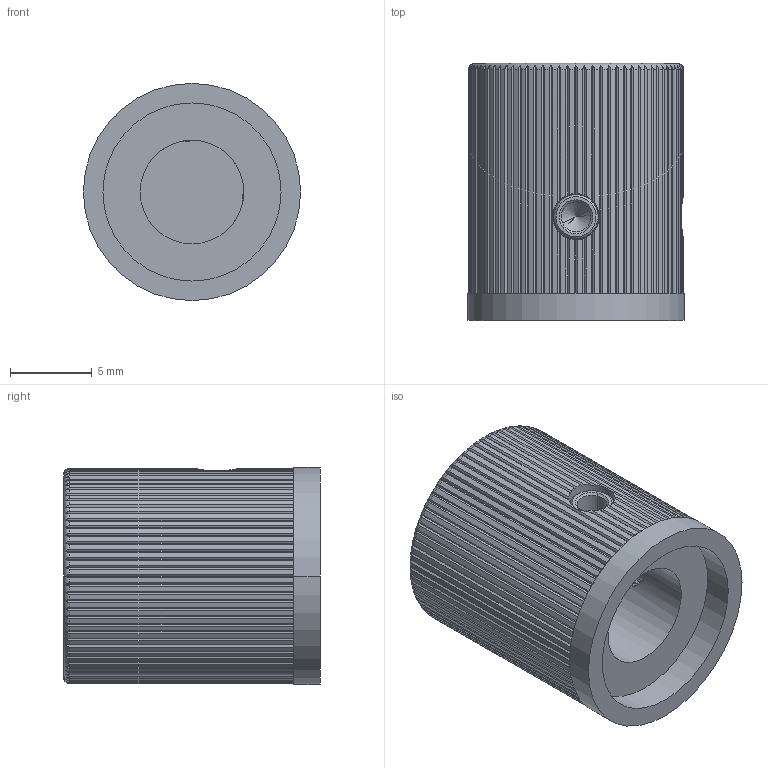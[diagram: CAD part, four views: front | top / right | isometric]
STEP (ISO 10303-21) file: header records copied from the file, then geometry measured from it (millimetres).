
FILE_DESCRIPTION (( 'STEP AP214' ), '1' );
FILE_NAME ('8529.STEP', '2007-12-12T20:01:33', ( 'Richard Maletta' ), ( '' ), 'SwSTEP 2.0', 'SolidWorks 2007', '' );
FILE_SCHEMA (( 'AUTOMOTIVE_DESIGN' ));
Length unit declared in the file: millimetre
Products named in the file (1): 8529
Bounding box: 13.31 x 15.75 x 13.31 mm (x, y, z)
Volume: 1428.5 mm3; surface area: 1598.7 mm2
Topology: 3 solids, 3 shells, 400 faces, 1145 edges, 750 vertices
Faces by surface type: plane 203, cylinder 170, cone 16, bspline 8, torus 3
Entity records: 20264 total; most frequent: CARTESIAN_POINT 6129, ORIENTED_EDGE 2282, DIRECTION 1768, EDGE_CURVE 1141, VERTEX_POINT 750, AXIS2_PLACEMENT_3D 602, VECTOR 564, LINE 564
